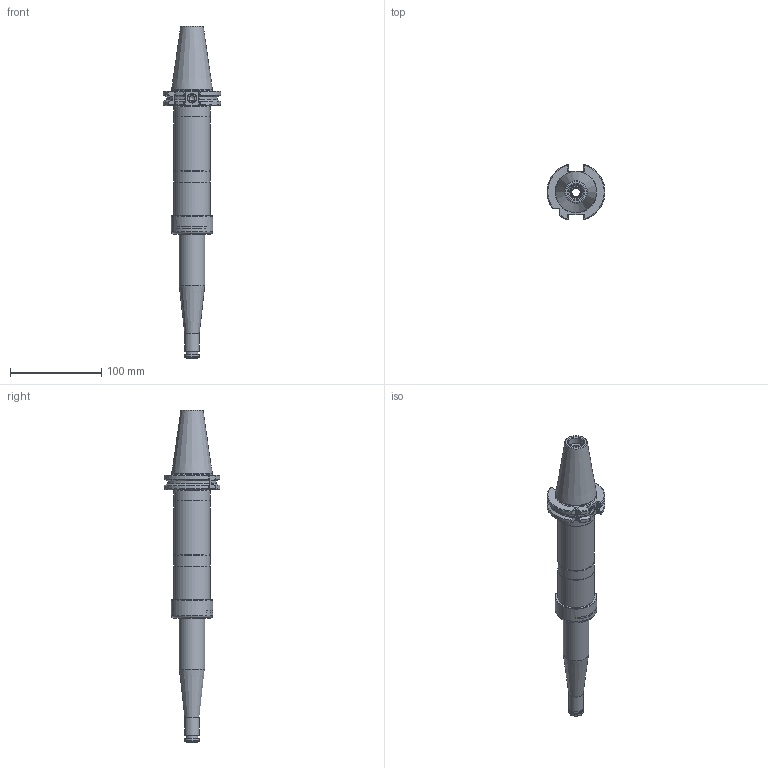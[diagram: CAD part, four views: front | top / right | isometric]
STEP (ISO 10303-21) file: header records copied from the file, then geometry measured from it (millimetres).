
FILE_DESCRIPTION(/* description */ (''),/* implementation_level */ '2;1');
FILE_NAME(/* name */ '884271130.stp',/* time_stamp */ '2023-03-15T12:06:46',/* author */ ('Ratnasingam Jekanthan'),/* organization */ ('REGO-FIX'),/* preprocessor_version */ ' Unknown',/* originating_system */ 'SIEMENS PLM Software Solid Edge ST10',/* authorization */ 'Unknown');
FILE_SCHEMA (('AUTOMOTIVE_DESIGN { 1 0 10303 214 2 1 1}'));
Length unit declared in the file: millimetre
Products named in the file (1): NOCUT
Bounding box: 63.35 x 61.01 x 364.25 mm (x, y, z)
Volume: 310263.3 mm3; surface area: 65353.8 mm2
Topology: 1 solids, 3 shells, 177 faces, 419 edges, 260 vertices
Faces by surface type: plane 56, cylinder 49, cone 47, torus 25
Full cylindrical faces by diameter (mm): 6 x1, 9 x1, 10 x3, 13 x1, 13.835 x2, 16 x2, 17 x1, 23.8 x1, 24.7 x1, 25 x1, 28 x1, 29 x1, 33 x1, 34 x1, 38.376 x1, 40 x2, 40.05 x1, 40.5 x2, 43.3 x1, 45.65 x1
Entity records: 5854 total; most frequent: CARTESIAN_POINT 910, DIRECTION 787, ORIENTED_EDGE 642, AXIS2_PLACEMENT_3D 338, EDGE_CURVE 321, FACE_BOUND 276, EDGE_LOOP 275, VERTEX_POINT 243
